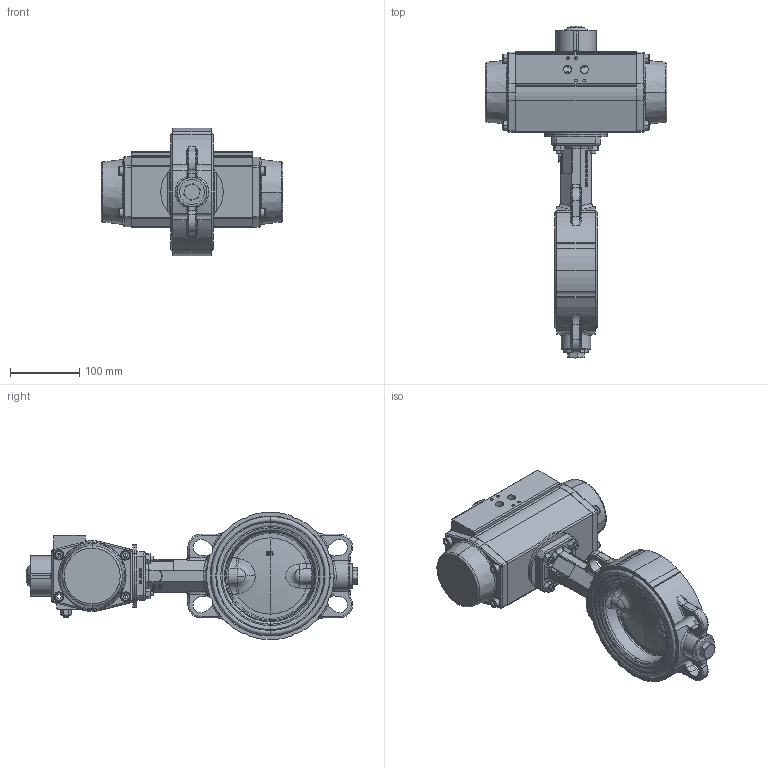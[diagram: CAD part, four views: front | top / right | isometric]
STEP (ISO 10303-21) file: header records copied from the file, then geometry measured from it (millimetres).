
FILE_DESCRIPTION (( 'STEP AP203' ), '1' );
FILE_NAME ('AK01_DN125_pneu..STEP', '2022-11-03T13:59:40', ( '' ), ( '' ), 'SwSTEP 2.0', 'SolidWorks 2021', '' );
FILE_SCHEMA (( 'CONFIG_CONTROL_DESIGN' ));
Products named in the file (1): AK01_DN125_pneu.
Bounding box: 262 x 478.69 x 184 mm (x, y, z)
Surface area: 347758.9 mm2 (no closed solid volume)
Topology: 0 solids, 349 shells, 1032 faces, 4079 edges, 3311 vertices
Faces by surface type: plane 353, cylinder 282, bspline 178, cone 111, torus 96, sphere 12
Entity records: 69932 total; most frequent: CARTESIAN_POINT 38592, DIRECTION 5845, ORIENTED_EDGE 5552, EDGE_CURVE 4056, VERTEX_POINT 3310, AXIS2_PLACEMENT_3D 2048, LINE 1749, VECTOR 1749
